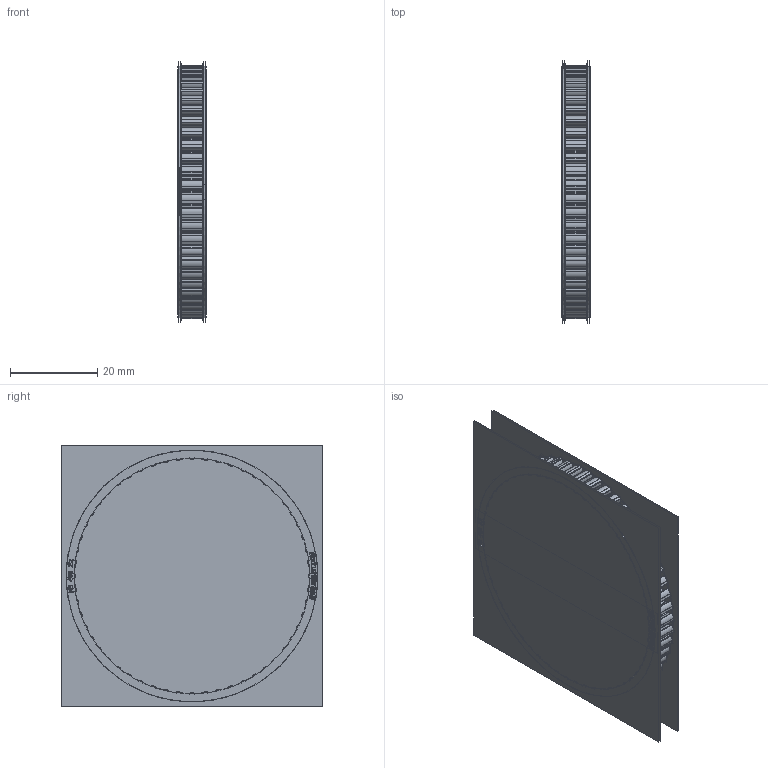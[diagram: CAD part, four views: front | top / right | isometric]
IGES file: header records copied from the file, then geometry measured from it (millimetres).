
Start section:  PTC IGES file: fe458z2.igs
Global section: file name: fe458z2.igs; native system: Creo Parametric by Parametric Technology Corporation; preprocessor: 2013150; author: sales 4; organization: Unknown; date: 20140324.142002; units: millimetre
Bounding box: 6.55 x 60.11 x 60.11 mm (x, y, z)
Volume: 2198.3 mm3; surface area: 87112.7 mm2
Topology: 57 solids, 57 shells, 4080 faces, 22020 edges, 28064 vertices
Faces by surface type: revolution 2248, bspline 1832
